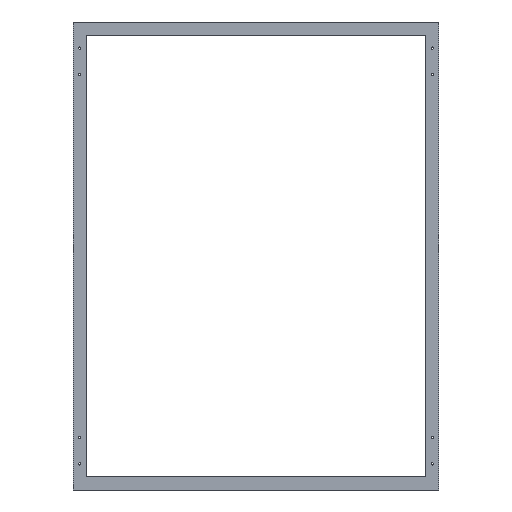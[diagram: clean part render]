
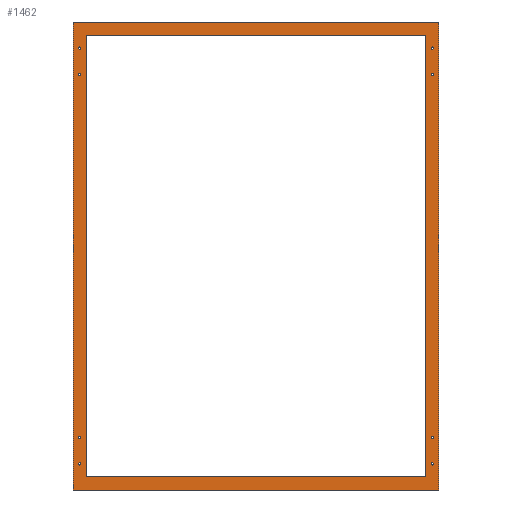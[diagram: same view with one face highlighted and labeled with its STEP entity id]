
A CAD part, left-side view. The second image highlights one B-rep face of the part: STEP entity #1462.
In plain terms, the highlighted planar face has unit normal (-1, 0, 0).
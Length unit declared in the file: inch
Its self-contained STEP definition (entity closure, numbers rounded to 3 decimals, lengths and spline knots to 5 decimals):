
#31=PLANE('',#1575);
#75=FACE_BOUND('',#346,.T.);
#76=FACE_BOUND('',#347,.T.);
#77=FACE_BOUND('',#348,.T.);
#78=FACE_BOUND('',#349,.T.);
#79=FACE_BOUND('',#350,.T.);
#80=FACE_BOUND('',#351,.T.);
#81=FACE_BOUND('',#352,.T.);
#82=FACE_BOUND('',#353,.T.);
#83=FACE_BOUND('',#354,.T.);
#237=FACE_OUTER_BOUND('',#345,.T.);
#345=EDGE_LOOP('',(#1159,#1160,#1161,#1162));
#346=EDGE_LOOP('',(#1163));
#347=EDGE_LOOP('',(#1164));
#348=EDGE_LOOP('',(#1165));
#349=EDGE_LOOP('',(#1166));
#350=EDGE_LOOP('',(#1167));
#351=EDGE_LOOP('',(#1168));
#352=EDGE_LOOP('',(#1169));
#353=EDGE_LOOP('',(#1170));
#354=EDGE_LOOP('',(#1171,#1172,#1173,#1174));
#536=CIRCLE('',#1576,0.133);
#537=CIRCLE('',#1577,0.133);
#538=CIRCLE('',#1578,0.133);
#539=CIRCLE('',#1579,0.133);
#540=CIRCLE('',#1580,0.133);
#541=CIRCLE('',#1581,0.133);
#542=CIRCLE('',#1582,0.133);
#543=CIRCLE('',#1583,0.133);
#599=LINE('',#2887,#659);
#609=LINE('',#2909,#669);
#615=LINE('',#2931,#675);
#616=LINE('',#2933,#676);
#617=LINE('',#2952,#677);
#618=LINE('',#2954,#678);
#619=LINE('',#2956,#679);
#620=LINE('',#2957,#680);
#659=VECTOR('',#1753,53.75);
#669=VECTOR('',#1769,53.75);
#675=VECTOR('',#1791,42.);
#676=VECTOR('',#1794,42.);
#677=VECTOR('',#1811,50.75);
#678=VECTOR('',#1812,39.);
#679=VECTOR('',#1813,50.75);
#680=VECTOR('',#1814,39.);
#781=VERTEX_POINT('',#2884);
#782=VERTEX_POINT('',#2886);
#790=VERTEX_POINT('',#2906);
#791=VERTEX_POINT('',#2908);
#800=VERTEX_POINT('',#2934);
#801=VERTEX_POINT('',#2936);
#802=VERTEX_POINT('',#2938);
#803=VERTEX_POINT('',#2940);
#804=VERTEX_POINT('',#2942);
#805=VERTEX_POINT('',#2944);
#806=VERTEX_POINT('',#2946);
#807=VERTEX_POINT('',#2948);
#808=VERTEX_POINT('',#2950);
#809=VERTEX_POINT('',#2951);
#810=VERTEX_POINT('',#2953);
#811=VERTEX_POINT('',#2955);
#929=EDGE_CURVE('',#782,#781,#599,.T.);
#940=EDGE_CURVE('',#791,#790,#609,.T.);
#952=EDGE_CURVE('',#781,#791,#615,.T.);
#953=EDGE_CURVE('',#790,#782,#616,.T.);
#954=EDGE_CURVE('',#800,#800,#536,.T.);
#955=EDGE_CURVE('',#801,#801,#537,.T.);
#956=EDGE_CURVE('',#802,#802,#538,.T.);
#957=EDGE_CURVE('',#803,#803,#539,.T.);
#958=EDGE_CURVE('',#804,#804,#540,.T.);
#959=EDGE_CURVE('',#805,#805,#541,.T.);
#960=EDGE_CURVE('',#806,#806,#542,.T.);
#961=EDGE_CURVE('',#807,#807,#543,.T.);
#962=EDGE_CURVE('',#808,#809,#617,.T.);
#963=EDGE_CURVE('',#810,#808,#618,.T.);
#964=EDGE_CURVE('',#811,#810,#619,.T.);
#965=EDGE_CURVE('',#809,#811,#620,.T.);
#1159=ORIENTED_EDGE('',*,*,#953,.T.);
#1160=ORIENTED_EDGE('',*,*,#929,.T.);
#1161=ORIENTED_EDGE('',*,*,#952,.T.);
#1162=ORIENTED_EDGE('',*,*,#940,.T.);
#1163=ORIENTED_EDGE('',*,*,#954,.F.);
#1164=ORIENTED_EDGE('',*,*,#955,.F.);
#1165=ORIENTED_EDGE('',*,*,#956,.F.);
#1166=ORIENTED_EDGE('',*,*,#957,.F.);
#1167=ORIENTED_EDGE('',*,*,#958,.F.);
#1168=ORIENTED_EDGE('',*,*,#959,.F.);
#1169=ORIENTED_EDGE('',*,*,#960,.F.);
#1170=ORIENTED_EDGE('',*,*,#961,.F.);
#1171=ORIENTED_EDGE('',*,*,#962,.F.);
#1172=ORIENTED_EDGE('',*,*,#963,.F.);
#1173=ORIENTED_EDGE('',*,*,#964,.F.);
#1174=ORIENTED_EDGE('',*,*,#965,.F.);
#1462=ADVANCED_FACE('',(#237,#75,#76,#77,#78,#79,#80,#81,#82,#83),#31,.T.);
#1575=AXIS2_PLACEMENT_3D('',#2932,#1792,#1793);
#1576=AXIS2_PLACEMENT_3D('',#2935,#1795,#1796);
#1577=AXIS2_PLACEMENT_3D('',#2937,#1797,#1798);
#1578=AXIS2_PLACEMENT_3D('',#2939,#1799,#1800);
#1579=AXIS2_PLACEMENT_3D('',#2941,#1801,#1802);
#1580=AXIS2_PLACEMENT_3D('',#2943,#1803,#1804);
#1581=AXIS2_PLACEMENT_3D('',#2945,#1805,#1806);
#1582=AXIS2_PLACEMENT_3D('',#2947,#1807,#1808);
#1583=AXIS2_PLACEMENT_3D('',#2949,#1809,#1810);
#1753=DIRECTION('',(0.,0.,-1.));
#1769=DIRECTION('',(0.,0.,1.));
#1791=DIRECTION('',(0.,-1.,0.));
#1792=DIRECTION('center_axis',(-1.,0.,0.));
#1793=DIRECTION('ref_axis',(0.,0.,1.));
#1794=DIRECTION('',(0.,1.,0.));
#1795=DIRECTION('center_axis',(-1.,0.,0.));
#1796=DIRECTION('ref_axis',(0.,0.,-1.));
#1797=DIRECTION('center_axis',(-1.,0.,0.));
#1798=DIRECTION('ref_axis',(0.,0.,-1.));
#1799=DIRECTION('center_axis',(-1.,0.,0.));
#1800=DIRECTION('ref_axis',(0.,0.,-1.));
#1801=DIRECTION('center_axis',(-1.,0.,0.));
#1802=DIRECTION('ref_axis',(0.,0.,-1.));
#1803=DIRECTION('center_axis',(-1.,0.,0.));
#1804=DIRECTION('ref_axis',(0.,0.,-1.));
#1805=DIRECTION('center_axis',(-1.,0.,0.));
#1806=DIRECTION('ref_axis',(0.,0.,-1.));
#1807=DIRECTION('center_axis',(-1.,0.,0.));
#1808=DIRECTION('ref_axis',(0.,0.,-1.));
#1809=DIRECTION('center_axis',(-1.,0.,0.));
#1810=DIRECTION('ref_axis',(0.,0.,-1.));
#1811=DIRECTION('',(0.,0.,-1.));
#1812=DIRECTION('',(0.,1.,0.));
#1813=DIRECTION('',(0.,0.,1.));
#1814=DIRECTION('',(0.,-1.,0.));
#2884=CARTESIAN_POINT('',(19.5,21.,0.));
#2886=CARTESIAN_POINT('',(19.5,21.,53.75));
#2887=CARTESIAN_POINT('',(19.5,21.,53.75));
#2906=CARTESIAN_POINT('',(19.5,-21.,53.75));
#2908=CARTESIAN_POINT('',(19.5,-21.,0.));
#2909=CARTESIAN_POINT('',(19.5,-21.,0.));
#2931=CARTESIAN_POINT('',(19.5,21.,0.));
#2932=CARTESIAN_POINT('Origin',(19.5,-23.10394,52.96931));
#2933=CARTESIAN_POINT('',(19.5,-21.,53.75));
#2934=CARTESIAN_POINT('',(19.5,-20.25,50.617));
#2935=CARTESIAN_POINT('Origin',(19.5,-20.25,50.75));
#2936=CARTESIAN_POINT('',(19.5,-20.25,47.617));
#2937=CARTESIAN_POINT('Origin',(19.5,-20.25,47.75));
#2938=CARTESIAN_POINT('',(19.5,-20.25,5.867));
#2939=CARTESIAN_POINT('Origin',(19.5,-20.25,6.));
#2940=CARTESIAN_POINT('',(19.5,-20.25,2.867));
#2941=CARTESIAN_POINT('Origin',(19.5,-20.25,3.));
#2942=CARTESIAN_POINT('',(19.5,20.25,5.867));
#2943=CARTESIAN_POINT('Origin',(19.5,20.25,6.));
#2944=CARTESIAN_POINT('',(19.5,20.25,2.867));
#2945=CARTESIAN_POINT('Origin',(19.5,20.25,3.));
#2946=CARTESIAN_POINT('',(19.5,20.25,47.617));
#2947=CARTESIAN_POINT('Origin',(19.5,20.25,47.75));
#2948=CARTESIAN_POINT('',(19.5,20.25,50.883));
#2949=CARTESIAN_POINT('Origin',(19.5,20.25,50.75));
#2950=CARTESIAN_POINT('',(19.5,19.5,52.25));
#2951=CARTESIAN_POINT('',(19.5,19.5,1.5));
#2952=CARTESIAN_POINT('',(19.5,19.5,52.25));
#2953=CARTESIAN_POINT('',(19.5,-19.5,52.25));
#2954=CARTESIAN_POINT('',(19.5,-19.5,52.25));
#2955=CARTESIAN_POINT('',(19.5,-19.5,1.5));
#2956=CARTESIAN_POINT('',(19.5,-19.5,1.5));
#2957=CARTESIAN_POINT('',(19.5,19.5,1.5));
